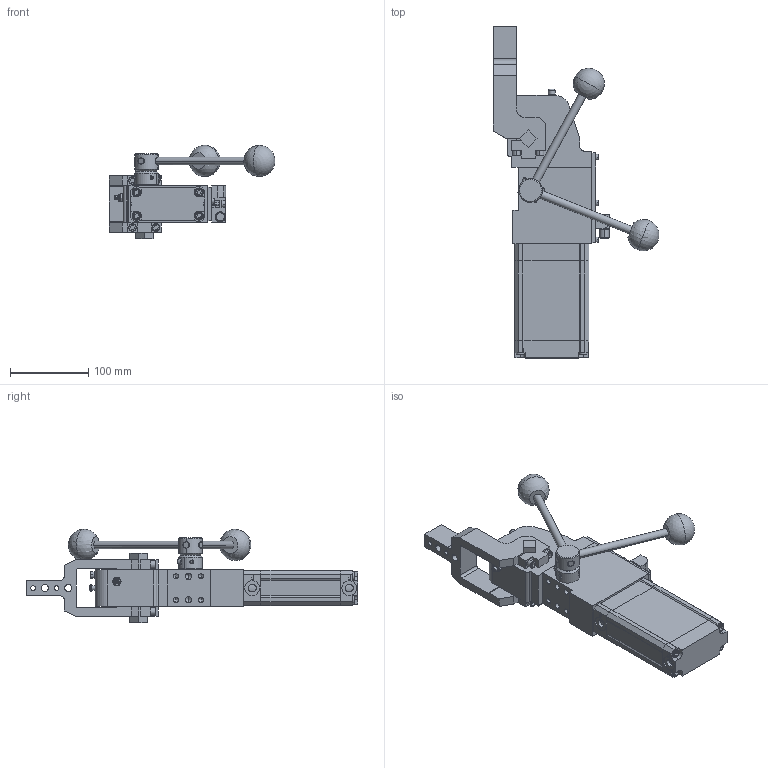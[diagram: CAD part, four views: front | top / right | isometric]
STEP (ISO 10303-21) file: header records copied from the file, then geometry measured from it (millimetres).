
FILE_DESCRIPTION((''),'2;1');
FILE_NAME('XM250-D-HOLH.stp','2007-09-17T12:49:10',('david'),(''),'Autodesk Inventor 8','Autodesk Inventor 8','');
FILE_SCHEMA(('AUTOMOTIVE_DESIGN { 1 0 10303 214 1 1 1 1 }'));
Length unit declared in the file: millimetre
Products named in the file (5): XM250-D-HOLH; XM250-D-HOLH1; XM250-D-HOLH2; XM250-D-HOLH3; XM250-D-HOLH4
Assembly tree (4 placements, depth 2):
  XM250-D-HOLH
    XM250-D-HOLH1
    XM250-D-HOLH2
    XM250-D-HOLH3
    XM250-D-HOLH4
Bounding box: 212.01 x 424 x 119.25 mm (x, y, z)
Volume: 1701621.9 mm3; surface area: 213166.2 mm2
Topology: 4 solids, 13 shells, 739 faces, 1830 edges, 1155 vertices
Faces by surface type: plane 395, bspline 139, cylinder 131, cone 52, torus 18, sphere 4
Entity records: 23885 total; most frequent: CARTESIAN_POINT 6753, ORIENTED_EDGE 3564, DIRECTION 3426, EDGE_CURVE 1782, VECTOR 1158, LINE 1158, VERTEX_POINT 1151, AXIS2_PLACEMENT_3D 1134
